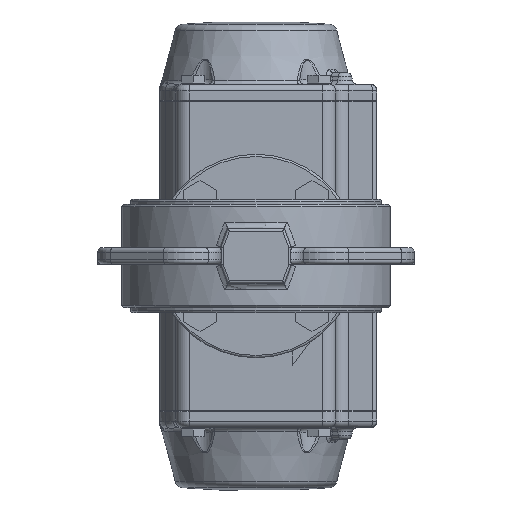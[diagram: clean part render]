
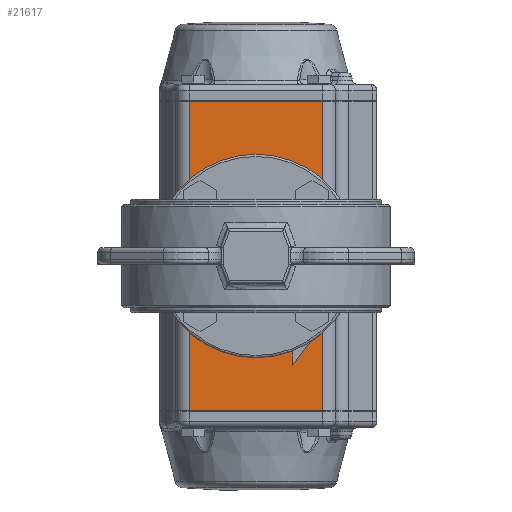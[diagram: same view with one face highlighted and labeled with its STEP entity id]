
A CAD part, front view. The second image highlights one B-rep face of the part: STEP entity #21617.
In plain terms, the highlighted planar face has unit normal (0, -1, 0).
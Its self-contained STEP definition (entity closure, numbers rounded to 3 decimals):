
#1784=PLANE('',#24299);
#2974=LINE('',#48224,#4296);
#2981=LINE('',#48257,#4303);
#3010=LINE('',#48359,#4332);
#3011=LINE('',#48361,#4333);
#4296=VECTOR('',#29526,1000.);
#4303=VECTOR('',#29553,1000.);
#4332=VECTOR('',#29654,1000.);
#4333=VECTOR('',#29657,1000.);
#9848=ORIENTED_EDGE('',*,*,#13304,.F.);
#9849=ORIENTED_EDGE('',*,*,#13372,.F.);
#9850=ORIENTED_EDGE('',*,*,#13320,.T.);
#9851=ORIENTED_EDGE('',*,*,#13373,.T.);
#9852=ORIENTED_EDGE('',*,*,#12946,.F.);
#9853=ORIENTED_EDGE('',*,*,#12944,.F.);
#9854=ORIENTED_EDGE('',*,*,#12942,.F.);
#9855=ORIENTED_EDGE('',*,*,#12940,.F.);
#9856=ORIENTED_EDGE('',*,*,#12938,.F.);
#9857=ORIENTED_EDGE('',*,*,#12936,.F.);
#9858=ORIENTED_EDGE('',*,*,#12934,.F.);
#9859=ORIENTED_EDGE('',*,*,#12932,.F.);
#9860=ORIENTED_EDGE('',*,*,#12930,.T.);
#12930=EDGE_CURVE('',#15270,#15270,#16454,.T.);
#12932=EDGE_CURVE('',#15273,#15273,#16456,.T.);
#12934=EDGE_CURVE('',#15276,#15276,#16458,.T.);
#12936=EDGE_CURVE('',#15279,#15279,#16460,.T.);
#12938=EDGE_CURVE('',#15282,#15282,#16462,.T.);
#12940=EDGE_CURVE('',#15285,#15285,#16464,.T.);
#12942=EDGE_CURVE('',#15288,#15288,#16466,.T.);
#12944=EDGE_CURVE('',#15291,#15291,#16468,.T.);
#12946=EDGE_CURVE('',#15294,#15294,#16470,.T.);
#13304=EDGE_CURVE('',#15527,#15528,#2974,.T.);
#13320=EDGE_CURVE('',#15544,#15543,#2981,.T.);
#13372=EDGE_CURVE('',#15544,#15527,#3010,.T.);
#13373=EDGE_CURVE('',#15543,#15528,#3011,.T.);
#15270=VERTEX_POINT('',#45505);
#15273=VERTEX_POINT('',#45512);
#15276=VERTEX_POINT('',#45519);
#15279=VERTEX_POINT('',#45526);
#15282=VERTEX_POINT('',#45533);
#15285=VERTEX_POINT('',#45540);
#15288=VERTEX_POINT('',#45547);
#15291=VERTEX_POINT('',#45554);
#15294=VERTEX_POINT('',#45561);
#15527=VERTEX_POINT('',#48223);
#15528=VERTEX_POINT('',#48225);
#15543=VERTEX_POINT('',#48256);
#15544=VERTEX_POINT('',#48258);
#16454=CIRCLE('',#23915,16.5);
#16456=CIRCLE('',#23919,2.5);
#16458=CIRCLE('',#23923,2.5);
#16460=CIRCLE('',#23927,2.5);
#16462=CIRCLE('',#23931,2.5);
#16464=CIRCLE('',#23935,3.4);
#16466=CIRCLE('',#23939,3.4);
#16468=CIRCLE('',#23943,3.4);
#16470=CIRCLE('',#23947,3.4);
#18226=EDGE_LOOP('',(#9848,#9849,#9850,#9851));
#18227=EDGE_LOOP('',(#9852));
#18228=EDGE_LOOP('',(#9853));
#18229=EDGE_LOOP('',(#9854));
#18230=EDGE_LOOP('',(#9855));
#18231=EDGE_LOOP('',(#9856));
#18232=EDGE_LOOP('',(#9857));
#18233=EDGE_LOOP('',(#9858));
#18234=EDGE_LOOP('',(#9859));
#18235=EDGE_LOOP('',(#9860));
#19890=FACE_BOUND('',#18226,.T.);
#19891=FACE_BOUND('',#18227,.T.);
#19892=FACE_BOUND('',#18228,.T.);
#19893=FACE_BOUND('',#18229,.T.);
#19894=FACE_BOUND('',#18230,.T.);
#19895=FACE_BOUND('',#18231,.T.);
#19896=FACE_BOUND('',#18232,.T.);
#19897=FACE_BOUND('',#18233,.T.);
#19898=FACE_BOUND('',#18234,.T.);
#19899=FACE_BOUND('',#18235,.T.);
#21617=ADVANCED_FACE('',(#19890,#19891,#19892,#19893,#19894,#19895,#19896,
#19897,#19898,#19899),#1784,.T.);
#23915=AXIS2_PLACEMENT_3D('',#45504,#28732,#28733);
#23919=AXIS2_PLACEMENT_3D('',#45511,#28740,#28741);
#23923=AXIS2_PLACEMENT_3D('',#45518,#28748,#28749);
#23927=AXIS2_PLACEMENT_3D('',#45525,#28756,#28757);
#23931=AXIS2_PLACEMENT_3D('',#45532,#28764,#28765);
#23935=AXIS2_PLACEMENT_3D('',#45539,#28772,#28773);
#23939=AXIS2_PLACEMENT_3D('',#45546,#28780,#28781);
#23943=AXIS2_PLACEMENT_3D('',#45553,#28788,#28789);
#23947=AXIS2_PLACEMENT_3D('',#45560,#28796,#28797);
#24299=AXIS2_PLACEMENT_3D('',#48360,#29655,#29656);
#28732=DIRECTION('',(0.,1.,0.));
#28733=DIRECTION('',(0.,0.,-1.));
#28740=DIRECTION('',(0.,-1.,0.));
#28741=DIRECTION('',(0.,0.,-1.));
#28748=DIRECTION('',(0.,-1.,0.));
#28749=DIRECTION('',(0.,0.,-1.));
#28756=DIRECTION('',(0.,-1.,0.));
#28757=DIRECTION('',(0.,0.,-1.));
#28764=DIRECTION('',(0.,-1.,0.));
#28765=DIRECTION('',(0.,0.,-1.));
#28772=DIRECTION('',(0.,-1.,0.));
#28773=DIRECTION('',(0.,0.,-1.));
#28780=DIRECTION('',(0.,-1.,0.));
#28781=DIRECTION('',(0.,0.,-1.));
#28788=DIRECTION('',(0.,-1.,0.));
#28789=DIRECTION('',(0.,0.,-1.));
#28796=DIRECTION('',(0.,-1.,0.));
#28797=DIRECTION('',(0.,0.,-1.));
#29526=DIRECTION('',(-1.,0.,0.));
#29553=DIRECTION('',(-1.,0.,0.));
#29654=DIRECTION('',(0.,0.,-1.));
#29655=DIRECTION('',(0.,-1.,0.));
#29656=DIRECTION('',(0.,0.,-1.));
#29657=DIRECTION('',(0.,0.,-1.));
#45504=CARTESIAN_POINT('',(0.,-51.5,0.));
#45505=CARTESIAN_POINT('',(0.,-51.5,-16.5));
#45511=CARTESIAN_POINT('',(-17.678,-51.5,-17.678));
#45512=CARTESIAN_POINT('',(-17.678,-51.5,-20.178));
#45518=CARTESIAN_POINT('',(17.678,-51.5,-17.678));
#45519=CARTESIAN_POINT('',(17.678,-51.5,-20.178));
#45525=CARTESIAN_POINT('',(17.678,-51.5,17.678));
#45526=CARTESIAN_POINT('',(17.678,-51.5,15.178));
#45532=CARTESIAN_POINT('',(-17.678,-51.5,17.678));
#45533=CARTESIAN_POINT('',(-17.678,-51.5,15.178));
#45539=CARTESIAN_POINT('',(-24.749,-51.5,-24.749));
#45540=CARTESIAN_POINT('',(-24.749,-51.5,-28.149));
#45546=CARTESIAN_POINT('',(24.749,-51.5,-24.749));
#45547=CARTESIAN_POINT('',(24.749,-51.5,-28.149));
#45553=CARTESIAN_POINT('',(24.749,-51.5,24.749));
#45554=CARTESIAN_POINT('',(24.749,-51.5,21.349));
#45560=CARTESIAN_POINT('',(-24.749,-51.5,24.749));
#45561=CARTESIAN_POINT('',(-24.749,-51.5,21.349));
#48223=CARTESIAN_POINT('',(29.474,-51.5,-68.5));
#48224=CARTESIAN_POINT('',(29.474,-51.5,-68.5));
#48225=CARTESIAN_POINT('',(-29.474,-51.5,-68.5));
#48256=CARTESIAN_POINT('',(-29.474,-51.5,68.5));
#48257=CARTESIAN_POINT('',(29.474,-51.5,68.5));
#48258=CARTESIAN_POINT('',(29.474,-51.5,68.5));
#48359=CARTESIAN_POINT('',(29.474,-51.5,68.5));
#48360=CARTESIAN_POINT('',(29.474,-51.5,68.5));
#48361=CARTESIAN_POINT('',(-29.474,-51.5,68.5));
